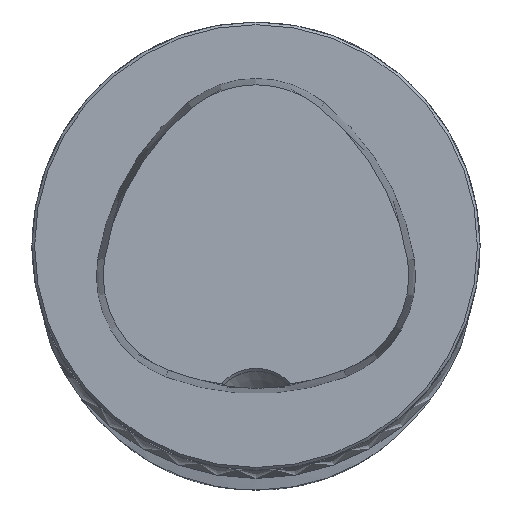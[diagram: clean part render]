
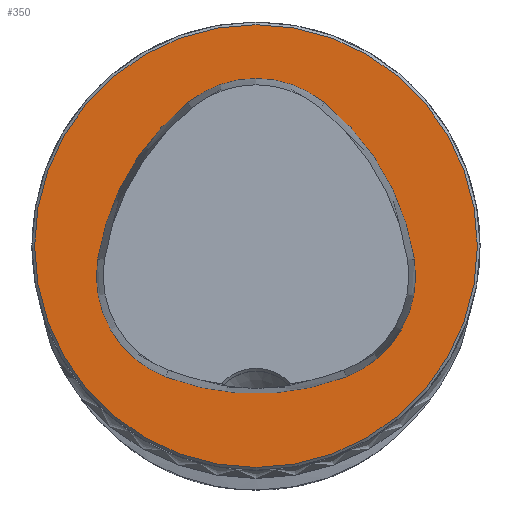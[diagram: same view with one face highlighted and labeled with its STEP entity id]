
A CAD part, top view. The second image highlights one B-rep face of the part: STEP entity #350.
In plain terms, the highlighted planar face has unit normal (0, 0, 1).
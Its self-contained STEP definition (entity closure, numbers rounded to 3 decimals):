
#122=FACE_BOUND('',#670,.T.);
#123=FACE_BOUND('',#671,.T.);
#295=CIRCLE('',#2478,28.075);
#297=CIRCLE('',#2481,28.075);
#298=CIRCLE('',#2482,12.075);
#299=CIRCLE('',#2483,28.075);
#300=CIRCLE('',#2484,12.075);
#301=CIRCLE('',#2485,12.075);
#302=CIRCLE('',#2486,24.7);
#350=ADVANCED_FACE('CU_E_LO_SU_1',(#122,#123),#476,.T.);
#476=PLANE('',#2487);
#670=EDGE_LOOP('',(#991,#992,#993,#994,#995,#996));
#671=EDGE_LOOP('',(#997));
#991=ORIENTED_EDGE('',*,*,#1853,.F.);
#992=ORIENTED_EDGE('',*,*,#1854,.F.);
#993=ORIENTED_EDGE('',*,*,#1855,.F.);
#994=ORIENTED_EDGE('',*,*,#1856,.F.);
#995=ORIENTED_EDGE('',*,*,#1850,.F.);
#996=ORIENTED_EDGE('',*,*,#1857,.F.);
#997=ORIENTED_EDGE('',*,*,#1858,.T.);
#1618=VERTEX_POINT('',#3906);
#1619=VERTEX_POINT('',#3908);
#1621=VERTEX_POINT('',#3914);
#1622=VERTEX_POINT('',#3915);
#1623=VERTEX_POINT('',#3917);
#1624=VERTEX_POINT('',#3919);
#1625=VERTEX_POINT('',#3923);
#1850=EDGE_CURVE('',#1618,#1619,#295,.T.);
#1853=EDGE_CURVE('',#1621,#1622,#297,.T.);
#1854=EDGE_CURVE('',#1623,#1621,#298,.T.);
#1855=EDGE_CURVE('',#1624,#1623,#299,.T.);
#1856=EDGE_CURVE('',#1619,#1624,#300,.T.);
#1857=EDGE_CURVE('',#1622,#1618,#301,.T.);
#1858=EDGE_CURVE('',#1625,#1625,#302,.T.);
#2478=AXIS2_PLACEMENT_3D('',#3907,#2799,#2800);
#2481=AXIS2_PLACEMENT_3D('',#3913,#2806,#2807);
#2482=AXIS2_PLACEMENT_3D('',#3916,#2808,#2809);
#2483=AXIS2_PLACEMENT_3D('',#3918,#2810,#2811);
#2484=AXIS2_PLACEMENT_3D('',#3920,#2812,#2813);
#2485=AXIS2_PLACEMENT_3D('',#3921,#2814,#2815);
#2486=AXIS2_PLACEMENT_3D('',#3922,#2816,#2817);
#2487=AXIS2_PLACEMENT_3D('',#3924,#2818,#2819);
#2799=DIRECTION('',(0.,0.,1.));
#2800=DIRECTION('',(1.,0.,0.));
#2806=DIRECTION('',(0.,0.,1.));
#2807=DIRECTION('',(1.,0.,0.));
#2808=DIRECTION('',(0.,0.,1.));
#2809=DIRECTION('',(1.,0.,0.));
#2810=DIRECTION('',(0.,0.,1.));
#2811=DIRECTION('',(1.,0.,0.));
#2812=DIRECTION('',(0.,0.,1.));
#2813=DIRECTION('',(1.,0.,0.));
#2814=DIRECTION('',(0.,0.,1.));
#2815=DIRECTION('',(1.,0.,0.));
#2816=DIRECTION('',(0.,0.,1.));
#2817=DIRECTION('',(1.,0.,0.));
#2818=DIRECTION('',(0.,0.,1.));
#2819=DIRECTION('',(1.,0.,0.));
#3906=CARTESIAN_POINT('',(-10.05,-14.595,0.));
#3907=CARTESIAN_POINT('',(0.,11.62,0.));
#3908=CARTESIAN_POINT('',(10.05,-14.595,0.));
#3913=CARTESIAN_POINT('',(10.078,-5.807,0.));
#3914=CARTESIAN_POINT('',(-7.606,15.999,0.));
#3915=CARTESIAN_POINT('',(-17.656,-1.443,0.));
#3916=CARTESIAN_POINT('',(0.,6.62,0.));
#3917=CARTESIAN_POINT('',(7.606,15.999,0.));
#3918=CARTESIAN_POINT('',(-10.078,-5.807,0.));
#3919=CARTESIAN_POINT('',(17.656,-1.443,0.));
#3920=CARTESIAN_POINT('',(5.727,-3.32,0.));
#3921=CARTESIAN_POINT('',(-5.727,-3.32,0.));
#3922=CARTESIAN_POINT('',(0.,0.,0.));
#3923=CARTESIAN_POINT('',(24.7,0.,0.));
#3924=CARTESIAN_POINT('',(0.,0.,0.));
